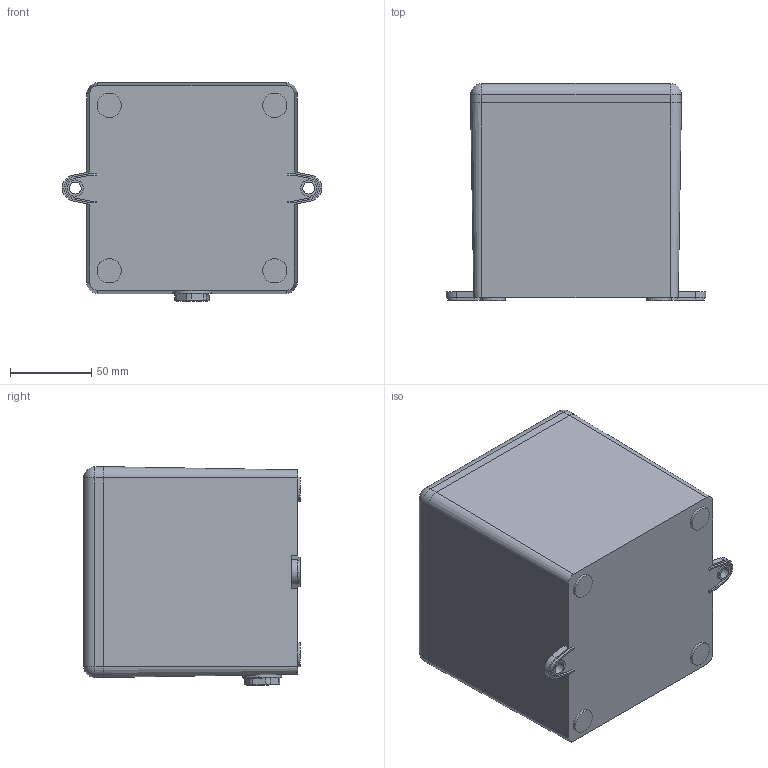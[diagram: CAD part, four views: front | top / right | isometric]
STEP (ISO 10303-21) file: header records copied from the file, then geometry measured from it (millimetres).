
FILE_DESCRIPTION (( 'STEP AP214' ), '1' );
FILE_NAME ('SK0108-3D.STEP', '2014-02-17T10:43:50', ( '' ), ( '' ), 'SwSTEP 2.0', 'SolidWorks 2014', '' );
FILE_SCHEMA (( 'AUTOMOTIVE_DESIGN' ));
Length unit declared in the file: millimetre
Products named in the file (14): SCSSPL6x35-Basic; D151-50-001-3D_Issue_A-Basic; D2203-3D-Basic; D2202-3D-basic; D2201-3D_Basic; SK0108-3D
Assembly tree (8 placements, depth 2):
  SCSSPL6x35-Basic
  D151-50-001-3D_Issue_A-Basic
  D2203-3D-Basic
  D2202-3D-basic
  D2201-3D_Basic
Bounding box: 160 x 133.6 x 134.83 mm (x, y, z)
Volume: 599927.5 mm3; surface area: 238258.9 mm2
Topology: 8 solids, 8 shells, 431 faces, 1061 edges, 638 vertices
Faces by surface type: plane 168, cylinder 165, bspline 52, cone 32, torus 8, sphere 6
Entity records: 10999 total; most frequent: CARTESIAN_POINT 3771, ORIENTED_EDGE 1474, DIRECTION 1409, EDGE_CURVE 737, AXIS2_PLACEMENT_3D 527, VERTEX_POINT 467, VECTOR 355, LINE 355
